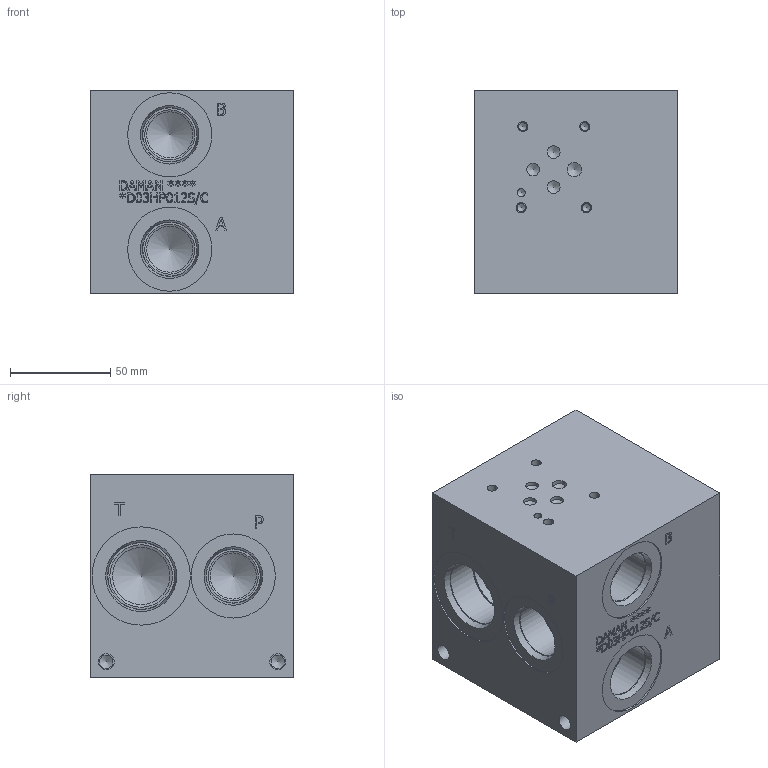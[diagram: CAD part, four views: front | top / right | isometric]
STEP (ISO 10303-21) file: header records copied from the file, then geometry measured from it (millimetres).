
FILE_DESCRIPTION(/* description */ (''),/* implementation_level */ '2;1');
FILE_NAME(/* name */ '_D03HP012S_C.stp',/* time_stamp */ '2022-10-27T13:12:12-04:00',/* author */ ('bobbyh'),/* organization */ (''),/* preprocessor_version */ 'ST-DEVELOPER v18',/* originating_system */ 'Autodesk Inventor 2020',/* authorisation */ '');
FILE_SCHEMA (('AUTOMOTIVE_DESIGN { 1 0 10303 214 3 1 1 }'));
Length unit declared in the file: millimetre
Products named in the file (1): Part_AD03HP012S_C_3D
Bounding box: 101.6 x 101.6 x 101.6 mm (x, y, z)
Volume: 867731.3 mm3; surface area: 86347.7 mm2
Topology: 1 solids, 1 shells, 563 faces, 1550 edges, 1047 vertices
Faces by surface type: plane 323, bspline 141, cylinder 57, cone 42
Full cylindrical faces by diameter (mm): 3.962 x1, 4.216 x4, 5.004 x4, 6.35 x3, 6.756 x4, 7.137 x1, 8.001 x4, 22.225 x1, 23.012 x4, 24.917 x4, 26.99 x4, 27.432 x4, 28.575 x1, 28.62 x1, 31.267 x2, 31.344 x1, 33.34 x3, 33.71 x1, 33.757 x2, 42.037 x4, 44.45 x1, 49.124 x2
Entity records: 19055 total; most frequent: CARTESIAN_POINT 5038, ORIENTED_EDGE 3060, DIRECTION 2305, EDGE_CURVE 1530, VERTEX_POINT 1047, LINE 1019, VECTOR 1019, EDGE_LOOP 643
